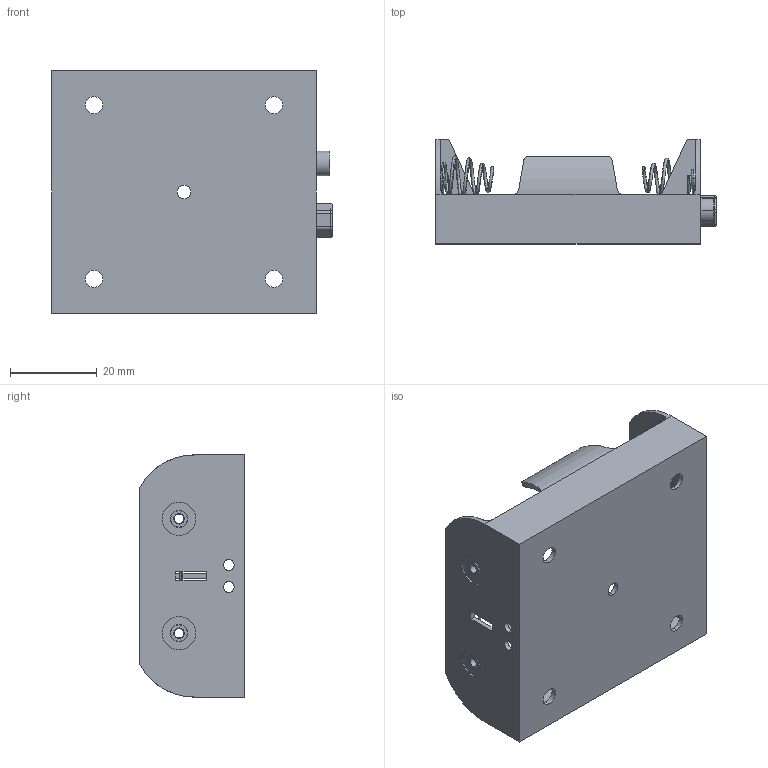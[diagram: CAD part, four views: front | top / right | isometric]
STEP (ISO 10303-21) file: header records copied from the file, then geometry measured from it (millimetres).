
FILE_DESCRIPTION (( 'STEP AP214' ), '1' );
FILE_NAME ('BH2CSF.STEP', '2020-01-04T18:32:39', ( '' ), ( '' ), 'SwSTEP 2.0', 'SolidWorks 2017', '' );
FILE_SCHEMA (( 'AUTOMOTIVE_DESIGN' ));
Length unit declared in the file: inch
Products named in the file (1): BH2CSF
Bounding box: 64.57 x 24 x 55.68 mm (x, y, z)
Volume: 9006.3 mm3; surface area: 17782.2 mm2
Topology: 8 solids, 8 shells, 311 faces, 780 edges, 498 vertices
Faces by surface type: cylinder 137, plane 123, torus 47, bspline 4
Entity records: 13582 total; most frequent: CARTESIAN_POINT 5722, DIRECTION 1695, ORIENTED_EDGE 1560, EDGE_CURVE 780, AXIS2_PLACEMENT_3D 655, VERTEX_POINT 498, LINE 385, VECTOR 385
